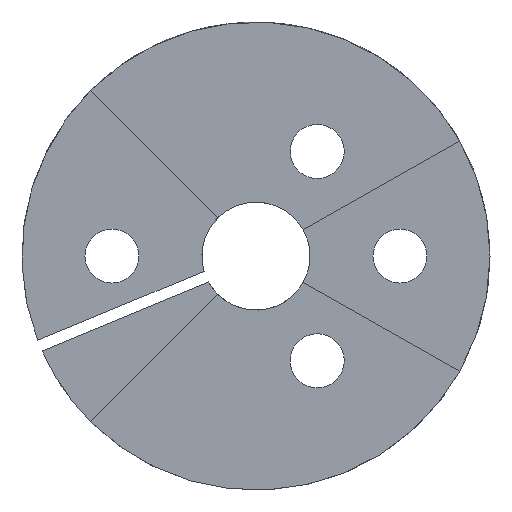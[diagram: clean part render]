
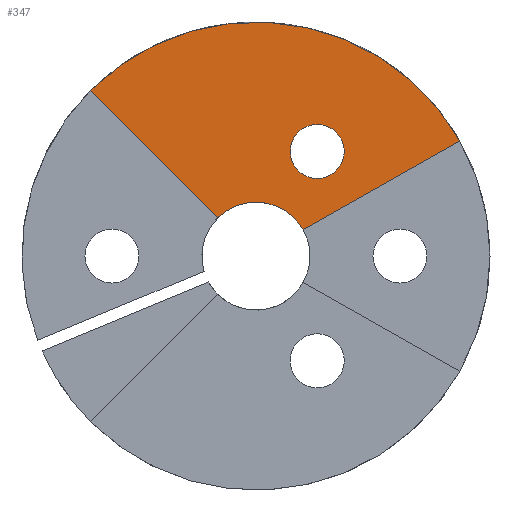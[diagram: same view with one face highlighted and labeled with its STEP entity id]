
A CAD part, front view. The second image highlights one B-rep face of the part: STEP entity #347.
In plain terms, the highlighted planar face has unit normal (0, -1, 0).
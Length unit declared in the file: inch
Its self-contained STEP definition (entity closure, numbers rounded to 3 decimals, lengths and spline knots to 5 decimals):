
#15=FACE_BOUND('',#78,.T.);
#24=CIRCLE('',#381,0.65);
#30=CIRCLE('',#389,0.075);
#38=CIRCLE('',#403,0.15);
#59=FACE_OUTER_BOUND('',#77,.T.);
#77=EDGE_LOOP('',(#277,#278,#279,#280));
#78=EDGE_LOOP('',(#281));
#111=LINE('',#591,#139);
#115=LINE('',#598,#143);
#139=VECTOR('',#483,0.3937);
#143=VECTOR('',#489,0.3937);
#158=VERTEX_POINT('',#543);
#159=VERTEX_POINT('',#545);
#166=VERTEX_POINT('',#564);
#175=VERTEX_POINT('',#590);
#177=VERTEX_POINT('',#596);
#191=EDGE_CURVE('',#158,#159,#24,.T.);
#201=EDGE_CURVE('',#166,#166,#30,.T.);
#214=EDGE_CURVE('',#159,#175,#111,.T.);
#218=EDGE_CURVE('',#177,#158,#115,.T.);
#219=EDGE_CURVE('',#175,#177,#38,.T.);
#277=ORIENTED_EDGE('',*,*,#219,.F.);
#278=ORIENTED_EDGE('',*,*,#214,.F.);
#279=ORIENTED_EDGE('',*,*,#191,.F.);
#280=ORIENTED_EDGE('',*,*,#218,.F.);
#281=ORIENTED_EDGE('',*,*,#201,.T.);
#330=PLANE('',#402);
#347=ADVANCED_FACE('',(#59,#15),#330,.F.);
#381=AXIS2_PLACEMENT_3D('',#546,#434,#435);
#389=AXIS2_PLACEMENT_3D('',#565,#454,#455);
#402=AXIS2_PLACEMENT_3D('',#599,#490,#491);
#403=AXIS2_PLACEMENT_3D('',#600,#492,#493);
#434=DIRECTION('center_axis',(0.,1.,0.));
#435=DIRECTION('ref_axis',(-1.,0.,0.));
#454=DIRECTION('center_axis',(0.,1.,0.));
#455=DIRECTION('ref_axis',(-1.,0.,0.));
#483=DIRECTION('',(-0.871,0.,-0.492));
#489=DIRECTION('',(-0.707,0.,0.707));
#490=DIRECTION('center_axis',(0.,1.,0.));
#491=DIRECTION('ref_axis',(0.,0.,1.));
#492=DIRECTION('center_axis',(0.,-1.,0.));
#493=DIRECTION('ref_axis',(1.,0.,0.));
#543=CARTESIAN_POINT('',(-0.45962,0.248,0.45962));
#545=CARTESIAN_POINT('',(0.56606,0.248,0.31949));
#546=CARTESIAN_POINT('Origin',(0.,0.248,0.));
#564=CARTESIAN_POINT('',(0.24525,0.248,0.2906));
#565=CARTESIAN_POINT('Origin',(0.17025,0.248,0.2906));
#590=CARTESIAN_POINT('',(0.13063,0.248,0.07373));
#591=CARTESIAN_POINT('',(0.56606,0.248,0.31949));
#596=CARTESIAN_POINT('',(-0.10607,0.248,0.10607));
#598=CARTESIAN_POINT('',(0.,0.248,0.));
#599=CARTESIAN_POINT('Origin',(0.05322,0.248,0.36186));
#600=CARTESIAN_POINT('Origin',(0.,0.248,0.));
